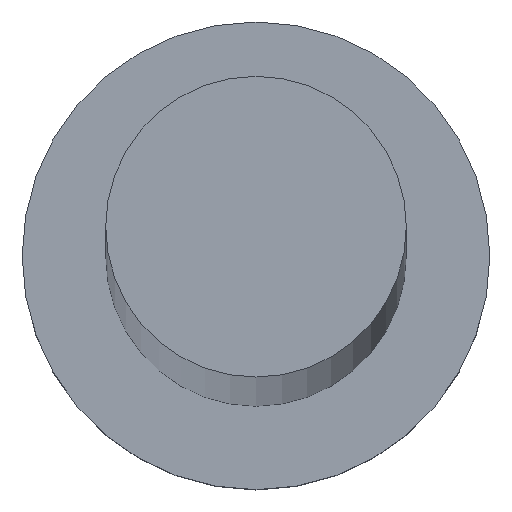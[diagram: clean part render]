
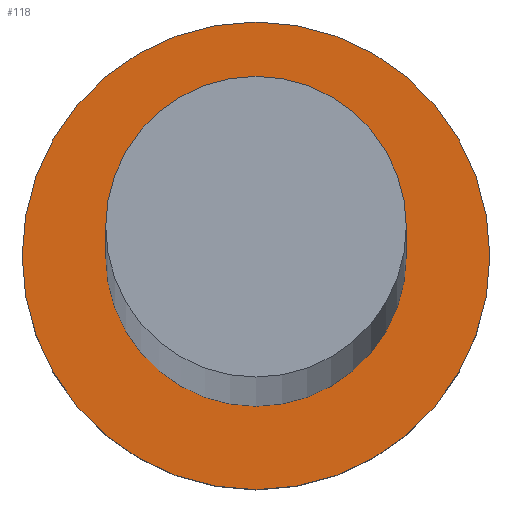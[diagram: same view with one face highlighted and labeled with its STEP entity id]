
A CAD part, top view. The second image highlights one B-rep face of the part: STEP entity #118.
In plain terms, the highlighted planar face has unit normal (0, 0, 1).
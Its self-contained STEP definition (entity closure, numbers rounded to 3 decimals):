
#2 = VERTEX_POINT ( 'NONE', #13 ) ;
#7 = EDGE_CURVE ( 'NONE', #65, #2, #179, .T. ) ;
#13 = CARTESIAN_POINT ( 'NONE',  ( -7., 0., 5. ) ) ;
#19 = DIRECTION ( 'NONE',  ( 1., 0., 0. ) ) ;
#24 = EDGE_CURVE ( 'NONE', #68, #150, #253, .T. ) ;
#28 = CIRCLE ( 'NONE', #57, 4.5 ) ;
#29 = EDGE_LOOP ( 'NONE', ( #102, #130 ) ) ;
#31 = CARTESIAN_POINT ( 'NONE',  ( 4.5, 0., 5. ) ) ;
#36 = CARTESIAN_POINT ( 'NONE',  ( -4.5, 0., 5. ) ) ;
#39 = DIRECTION ( 'NONE',  ( 0., 0., 1. ) ) ;
#52 = DIRECTION ( 'NONE',  ( 0., 0., 1. ) ) ;
#54 = AXIS2_PLACEMENT_3D ( 'NONE', #249, #52, #143 ) ;
#55 = DIRECTION ( 'NONE',  ( 0., 0., 1. ) ) ;
#57 = AXIS2_PLACEMENT_3D ( 'NONE', #105, #39, #134 ) ;
#65 = VERTEX_POINT ( 'NONE', #204 ) ;
#68 = VERTEX_POINT ( 'NONE', #31 ) ;
#72 = AXIS2_PLACEMENT_3D ( 'NONE', #122, #169, #140 ) ;
#79 = AXIS2_PLACEMENT_3D ( 'NONE', #109, #190, #19 ) ;
#102 = ORIENTED_EDGE ( 'NONE', *, *, #238, .F. ) ;
#105 = CARTESIAN_POINT ( 'NONE',  ( 0., 0., 5. ) ) ;
#109 = CARTESIAN_POINT ( 'NONE',  ( 0., 0., 5. ) ) ;
#118 = ADVANCED_FACE ( 'NONE', ( #149, #229 ), #129, .T. ) ;
#122 = CARTESIAN_POINT ( 'NONE',  ( 0., 0., 5. ) ) ;
#129 = PLANE ( 'NONE',  #170 ) ;
#130 = ORIENTED_EDGE ( 'NONE', *, *, #24, .F. ) ;
#134 = DIRECTION ( 'NONE',  ( 1., 0., 0. ) ) ;
#140 = DIRECTION ( 'NONE',  ( 1., 0., 0. ) ) ;
#143 = DIRECTION ( 'NONE',  ( 1., 0., 0. ) ) ;
#149 = FACE_BOUND ( 'NONE', #29, .T. ) ;
#150 = VERTEX_POINT ( 'NONE', #36 ) ;
#166 = EDGE_LOOP ( 'NONE', ( #221, #205 ) ) ;
#169 = DIRECTION ( 'NONE',  ( 0., 0., 1. ) ) ;
#170 = AXIS2_PLACEMENT_3D ( 'NONE', #187, #55, #185 ) ;
#179 = CIRCLE ( 'NONE', #54, 7. ) ;
#185 = DIRECTION ( 'NONE',  ( 1., 0., 0. ) ) ;
#187 = CARTESIAN_POINT ( 'NONE',  ( 0., 0., 5. ) ) ;
#190 = DIRECTION ( 'NONE',  ( 0., 0., 1. ) ) ;
#195 = CIRCLE ( 'NONE', #79, 7. ) ;
#204 = CARTESIAN_POINT ( 'NONE',  ( 7., 0., 5. ) ) ;
#205 = ORIENTED_EDGE ( 'NONE', *, *, #7, .T. ) ;
#221 = ORIENTED_EDGE ( 'NONE', *, *, #240, .T. ) ;
#229 = FACE_OUTER_BOUND ( 'NONE', #166, .T. ) ;
#238 = EDGE_CURVE ( 'NONE', #150, #68, #28, .T. ) ;
#240 = EDGE_CURVE ( 'NONE', #2, #65, #195, .T. ) ;
#249 = CARTESIAN_POINT ( 'NONE',  ( 0., 0., 5. ) ) ;
#253 = CIRCLE ( 'NONE', #72, 4.5 ) ;
